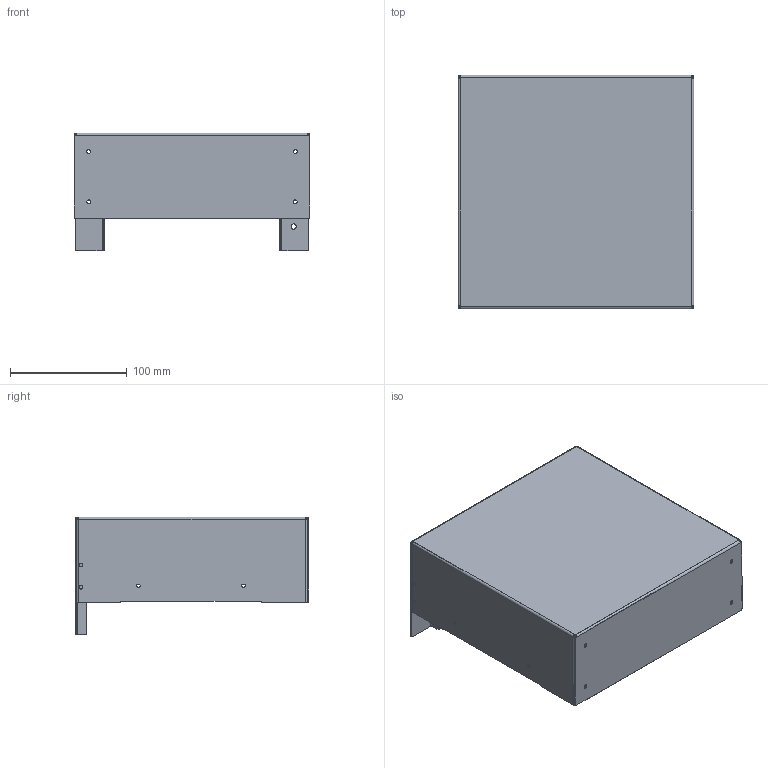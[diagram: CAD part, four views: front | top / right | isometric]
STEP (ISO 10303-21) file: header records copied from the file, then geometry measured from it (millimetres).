
FILE_DESCRIPTION(/* description */ (''),/* implementation_level */ '2;1');
FILE_NAME(/* name */ 'drawer_pcb.stp',/* time_stamp */ '2016-10-14T21:59:58-07:00',/* author */ ('cruiser'),/* organization */ (''),/* preprocessor_version */ 'ST-DEVELOPER v15.2',/* originating_system */ 'Autodesk Inventor 2014',/* authorisation */ '');
FILE_SCHEMA (('AUTOMOTIVE_DESIGN { 1 0 10303 214 3 1 1 }'));
Length unit declared in the file: millimetre
Products named in the file (1): drawer_pcb
Bounding box: 202.02 x 200 x 101 mm (x, y, z)
Volume: 87951.3 mm3; surface area: 195071.8 mm2
Topology: 1 solids, 1 shells, 177 faces, 447 edges, 270 vertices
Faces by surface type: plane 108, cylinder 69
Full cylindrical faces by diameter (mm): 3 x6, 3.26 x16, 4.5 x1, 6.5 x2, 10 x2
Entity records: 5420 total; most frequent: DIRECTION 918, CARTESIAN_POINT 868, ORIENTED_EDGE 840, EDGE_CURVE 420, AXIS2_PLACEMENT_3D 320, LINE 278, VECTOR 278, VERTEX_POINT 270
